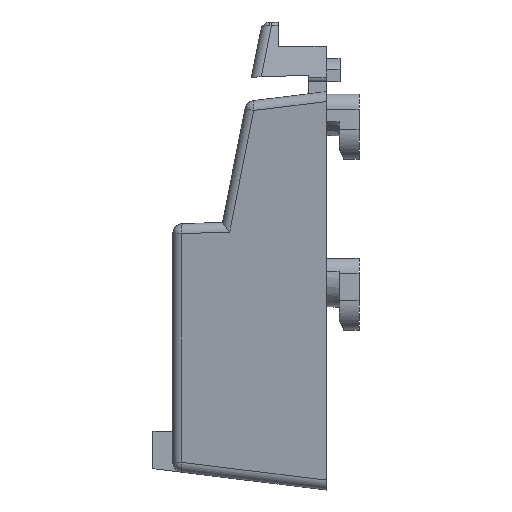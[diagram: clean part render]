
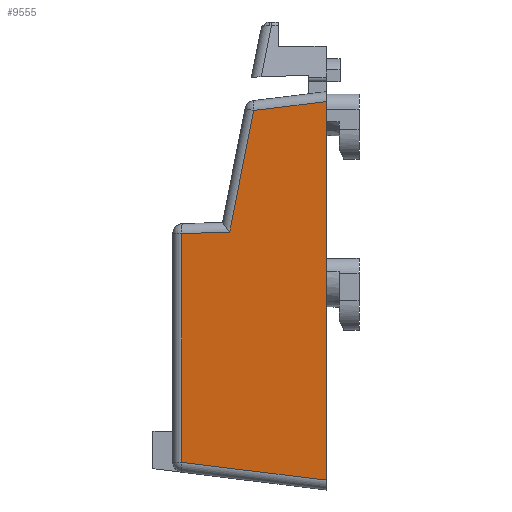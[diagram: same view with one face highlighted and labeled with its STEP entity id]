
A CAD part, left-side view. The second image highlights one B-rep face of the part: STEP entity #9555.
In plain terms, the highlighted planar face has unit normal (-0.993, 0.122, 0).
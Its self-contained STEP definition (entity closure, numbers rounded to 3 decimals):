
#108 = CARTESIAN_POINT ( 'NONE',  ( 1.887, 15.366, -14.289 ) ) ;
#338 = EDGE_CURVE ( 'NONE', #9267, #1125, #7577, .T. ) ;
#533 = CARTESIAN_POINT ( 'NONE',  ( 0., 0., -0.993 ) ) ;
#603 = DIRECTION ( 'NONE',  ( 0.121, 0.985, -0.121 ) ) ;
#1074 = LINE ( 'NONE', #9422, #5205 ) ;
#1125 = VERTEX_POINT ( 'NONE', #4102 ) ;
#1196 = CARTESIAN_POINT ( 'NONE',  ( 1.171, 9.537, -13.293 ) ) ;
#1560 = LINE ( 'NONE', #2916, #5435 ) ;
#1732 = LINE ( 'NONE', #6153, #3563 ) ;
#1926 = CARTESIAN_POINT ( 'NONE',  ( 1.783, 14.522, 0. ) ) ;
#2011 = ORIENTED_EDGE ( 'NONE', *, *, #338, .T. ) ;
#2045 = LINE ( 'NONE', #5266, #6175 ) ;
#2130 = VECTOR ( 'NONE', #7399, 1000. ) ;
#2139 = FACE_OUTER_BOUND ( 'NONE', #9114, .T. ) ;
#2196 = EDGE_CURVE ( 'NONE', #8546, #6995, #1560, .T. ) ;
#2443 = CARTESIAN_POINT ( 'NONE',  ( 0., 0., 0. ) ) ;
#2916 = CARTESIAN_POINT ( 'NONE',  ( 0., 0., 0. ) ) ;
#3371 = VECTOR ( 'NONE', #6641, 1000. ) ;
#3563 = VECTOR ( 'NONE', #6958, 1000. ) ;
#3644 = CARTESIAN_POINT ( 'NONE',  ( 0., 0., -39.007 ) ) ;
#3649 = ORIENTED_EDGE ( 'NONE', *, *, #7625, .T. ) ;
#3652 = CARTESIAN_POINT ( 'NONE',  ( 0.894, 7.281, -1.887 ) ) ;
#3692 = EDGE_CURVE ( 'NONE', #5995, #4335, #4205, .T. ) ;
#4018 = DIRECTION ( 'NONE',  ( -0.122, -0.993, 0. ) ) ;
#4020 = CARTESIAN_POINT ( 'NONE',  ( 1.783, 14.522, -14.26 ) ) ;
#4021 = CARTESIAN_POINT ( 'NONE',  ( 1.783, 14.522, -37.224 ) ) ;
#4102 = CARTESIAN_POINT ( 'NONE',  ( 1.19, 9.695, -14.091 ) ) ;
#4205 = LINE ( 'NONE', #1926, #2130 ) ;
#4335 = VERTEX_POINT ( 'NONE', #4021 ) ;
#4487 = ORIENTED_EDGE ( 'NONE', *, *, #2196, .T. ) ;
#4494 = DIRECTION ( 'NONE',  ( 0., 0., 1. ) ) ;
#4708 = VECTOR ( 'NONE', #9498, 1000. ) ;
#4721 = DIRECTION ( 'NONE',  ( 0., 0., -1. ) ) ;
#4902 = VERTEX_POINT ( 'NONE', #3644 ) ;
#5205 = VECTOR ( 'NONE', #4721, 1000. ) ;
#5266 = CARTESIAN_POINT ( 'NONE',  ( -0.015, -0.118, -0.978 ) ) ;
#5435 = VECTOR ( 'NONE', #4494, 1000. ) ;
#5995 = VERTEX_POINT ( 'NONE', #4020 ) ;
#6153 = CARTESIAN_POINT ( 'NONE',  ( 0.571, 4.649, -38.437 ) ) ;
#6175 = VECTOR ( 'NONE', #603, 1000. ) ;
#6304 = CARTESIAN_POINT ( 'NONE',  ( 0., 0., -24.743 ) ) ;
#6641 = DIRECTION ( 'NONE',  ( 0.024, 0.194, -0.981 ) ) ;
#6835 = LINE ( 'NONE', #108, #4708 ) ;
#6958 = DIRECTION ( 'NONE',  ( -0.121, -0.985, -0.121 ) ) ;
#6995 = VERTEX_POINT ( 'NONE', #533 ) ;
#7133 = ORIENTED_EDGE ( 'NONE', *, *, #9295, .T. ) ;
#7142 = PLANE ( 'NONE',  #8025 ) ;
#7399 = DIRECTION ( 'NONE',  ( 0., 0., -1. ) ) ;
#7577 = LINE ( 'NONE', #1196, #3371 ) ;
#7625 = EDGE_CURVE ( 'NONE', #4335, #4902, #1732, .T. ) ;
#8025 = AXIS2_PLACEMENT_3D ( 'NONE', #2443, #8724, #4018 ) ;
#8523 = EDGE_CURVE ( 'NONE', #8546, #4902, #1074, .T. ) ;
#8546 = VERTEX_POINT ( 'NONE', #6304 ) ;
#8579 = EDGE_CURVE ( 'NONE', #1125, #5995, #6835, .T. ) ;
#8675 = ORIENTED_EDGE ( 'NONE', *, *, #3692, .T. ) ;
#8724 = DIRECTION ( 'NONE',  ( -0.993, 0.122, 0. ) ) ;
#9049 = ORIENTED_EDGE ( 'NONE', *, *, #8523, .F. ) ;
#9114 = EDGE_LOOP ( 'NONE', ( #8675, #3649, #9049, #4487, #7133, #2011, #9139 ) ) ;
#9139 = ORIENTED_EDGE ( 'NONE', *, *, #8579, .T. ) ;
#9267 = VERTEX_POINT ( 'NONE', #3652 ) ;
#9295 = EDGE_CURVE ( 'NONE', #6995, #9267, #2045, .T. ) ;
#9422 = CARTESIAN_POINT ( 'NONE',  ( 0., 0., -40. ) ) ;
#9498 = DIRECTION ( 'NONE',  ( 0.122, 0.992, -0.035 ) ) ;
#9555 = ADVANCED_FACE ( 'NONE', ( #2139 ), #7142, .T. ) ;
